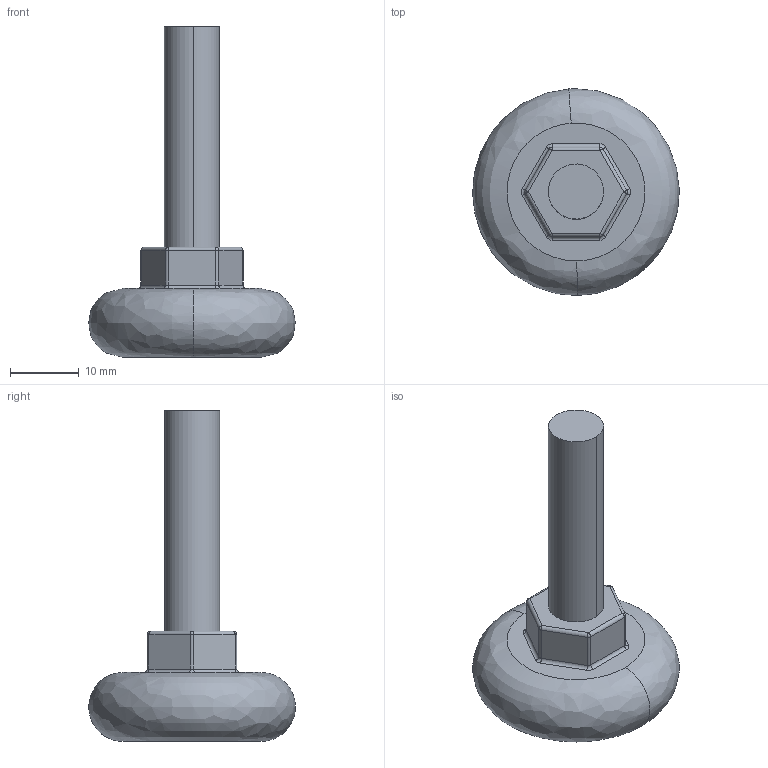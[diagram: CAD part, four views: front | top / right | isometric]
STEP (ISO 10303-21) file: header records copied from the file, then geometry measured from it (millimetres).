
FILE_DESCRIPTION((''),'2;1');
FILE_NAME('','2005-12-14T16:27:42',(''),(''),'','CADfix','');
FILE_SCHEMA(('AUTOMOTIVE_DESIGN'));
Length unit declared in the file: millimetre
Products named in the file (3): foot; bolt; TM_204_753_36
Assembly tree (2 placements, depth 2):
  TM_204_753_36
    foot
    bolt
Bounding box: 30 x 29.99 x 48 mm (x, y, z)
Volume: 8637.6 mm3; surface area: 4278.4 mm2
Topology: 2 solids, 2 shells, 52 faces, 123 edges, 77 vertices
Faces by surface type: bspline 52
Entity records: 1653 total; most frequent: CARTESIAN_POINT 913, ORIENTED_EDGE 246, EDGE_CURVE 123, VERTEX_POINT 77, EDGE_LOOP 54, FACE_OUTER_BOUND 52, ADVANCED_FACE 52, QUASI_UNIFORM_CURVE 44
